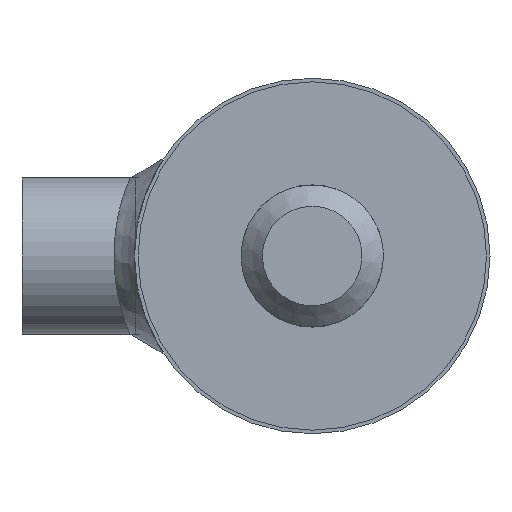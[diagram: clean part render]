
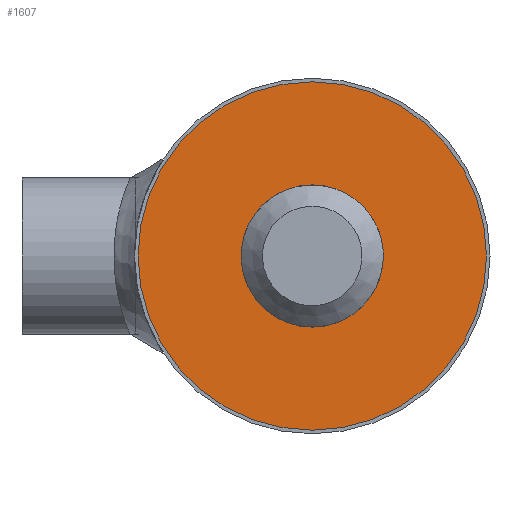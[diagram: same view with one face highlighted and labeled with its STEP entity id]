
A CAD part, left-side view. The second image highlights one B-rep face of the part: STEP entity #1607.
In plain terms, the highlighted planar face has unit normal (-1, 0, 0).
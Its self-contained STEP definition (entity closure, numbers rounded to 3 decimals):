
#347=FACE_BOUND('',#525,.T.);
#400=FACE_OUTER_BOUND('',#524,.T.);
#524=EDGE_LOOP('',(#1253));
#525=EDGE_LOOP('',(#1254));
#630=CIRCLE('',#1873,10.);
#650=CIRCLE('',#1907,24.5);
#763=VERTEX_POINT('',#3584);
#783=VERTEX_POINT('',#3648);
#922=EDGE_CURVE('',#763,#763,#630,.T.);
#952=EDGE_CURVE('',#783,#783,#650,.T.);
#1253=ORIENTED_EDGE('',*,*,#952,.F.);
#1254=ORIENTED_EDGE('',*,*,#922,.T.);
#1544=PLANE('',#1909);
#1607=ADVANCED_FACE('',(#400,#347),#1544,.F.);
#1873=AXIS2_PLACEMENT_3D('',#3586,#2159,#2160);
#1907=AXIS2_PLACEMENT_3D('',#3650,#2237,#2238);
#1909=AXIS2_PLACEMENT_3D('',#3652,#2241,#2242);
#2159=DIRECTION('center_axis',(1.,0.,0.));
#2160=DIRECTION('ref_axis',(0.,0.,-1.));
#2237=DIRECTION('center_axis',(1.,0.,0.));
#2238=DIRECTION('ref_axis',(0.,1.,0.));
#2241=DIRECTION('center_axis',(1.,0.,0.));
#2242=DIRECTION('ref_axis',(0.,0.,-1.));
#3584=CARTESIAN_POINT('',(0.,0.,10.));
#3586=CARTESIAN_POINT('Origin',(0.,0.,0.));
#3648=CARTESIAN_POINT('',(0.,-24.5,0.));
#3650=CARTESIAN_POINT('Origin',(0.,0.,0.));
#3652=CARTESIAN_POINT('Origin',(0.,0.,0.));
